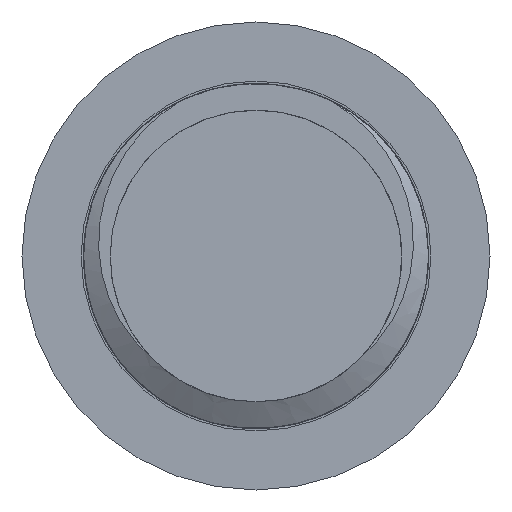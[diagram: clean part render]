
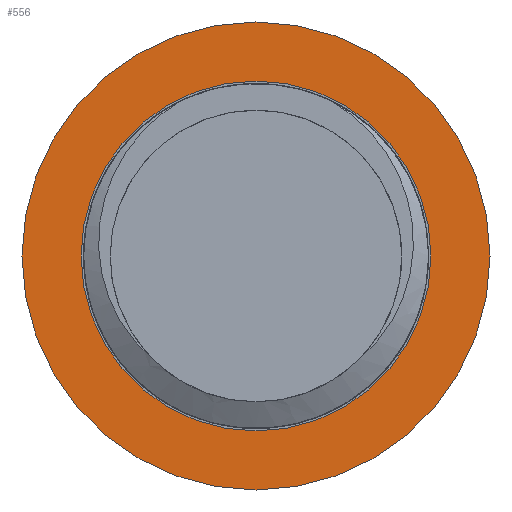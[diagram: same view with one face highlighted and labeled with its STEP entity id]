
A CAD part, front view. The second image highlights one B-rep face of the part: STEP entity #556.
In plain terms, the highlighted planar face has unit normal (0, -1, 0).
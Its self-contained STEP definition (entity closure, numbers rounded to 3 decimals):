
#19=FACE_BOUND('',#91,.T.);
#25=PLANE('',#613);
#53=FACE_OUTER_BOUND('',#90,.T.);
#90=EDGE_LOOP('',(#427));
#91=EDGE_LOOP('',(#428));
#114=CIRCLE('',#614,8.025);
#115=CIRCLE('',#615,6.);
#252=VERTEX_POINT('',#1717);
#253=VERTEX_POINT('',#1719);
#323=EDGE_CURVE('',#252,#252,#114,.T.);
#324=EDGE_CURVE('',#253,#253,#115,.T.);
#427=ORIENTED_EDGE('',*,*,#323,.F.);
#428=ORIENTED_EDGE('',*,*,#324,.T.);
#556=ADVANCED_FACE('',(#53,#19),#25,.F.);
#613=AXIS2_PLACEMENT_3D('',#1716,#715,#716);
#614=AXIS2_PLACEMENT_3D('',#1718,#717,#718);
#615=AXIS2_PLACEMENT_3D('',#1720,#719,#720);
#715=DIRECTION('center_axis',(0.,1.,0.));
#716=DIRECTION('ref_axis',(-1.,0.,0.));
#717=DIRECTION('center_axis',(0.,1.,0.));
#718=DIRECTION('ref_axis',(-1.,0.,0.));
#719=DIRECTION('center_axis',(0.,1.,0.));
#720=DIRECTION('ref_axis',(-1.,0.,0.));
#1716=CARTESIAN_POINT('Origin',(0.,54.,0.));
#1717=CARTESIAN_POINT('',(8.025,54.,0.));
#1718=CARTESIAN_POINT('Origin',(0.,54.,0.));
#1719=CARTESIAN_POINT('',(6.,54.,0.));
#1720=CARTESIAN_POINT('Origin',(0.,54.,0.));
